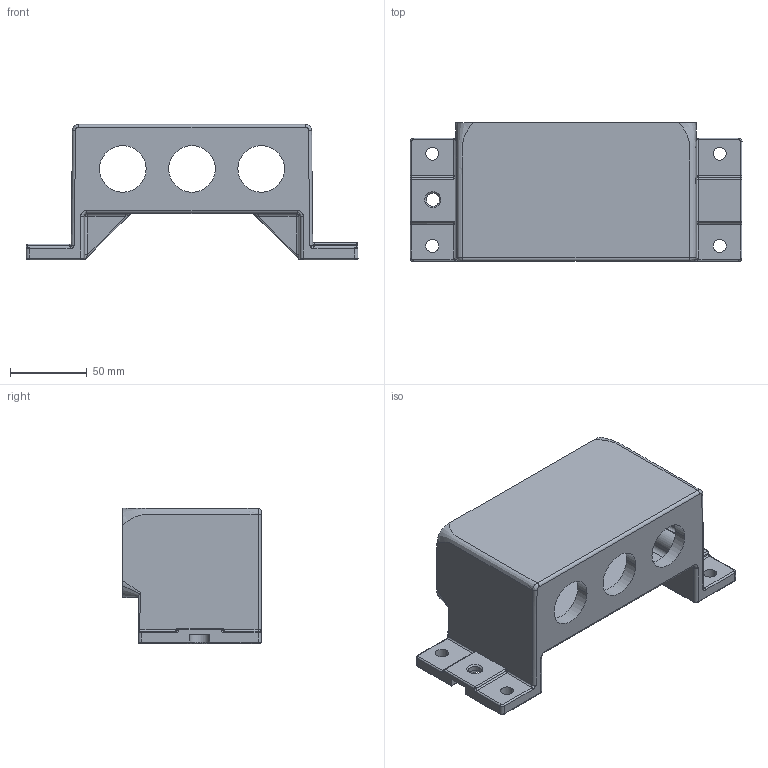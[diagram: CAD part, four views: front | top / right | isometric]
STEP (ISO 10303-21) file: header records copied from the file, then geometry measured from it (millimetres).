
FILE_DESCRIPTION((''),'2;1');
FILE_NAME('HP24BHE-BK-SE-3M32','2015-06-18T',('lishuang.ye'),(''),'PRO/ENGINEER BY PARAMETRIC TECHNOLOGY CORPORATION, 2010180','PRO/ENGINEER BY PARAMETRIC TECHNOLOGY CORPORATION, 2010180','');
FILE_SCHEMA(('AUTOMOTIVE_DESIGN_CC2 { 1 2 10303 214 -1 1 5 2 }'));
Length unit declared in the file: millimetre
Products named in the file (1): HP24BHE-BK-SE-3M32
Bounding box: 215.98 x 90 x 88 mm (x, y, z)
Volume: 422536.8 mm3; surface area: 104970.6 mm2
Topology: 1 solids, 1 shells, 295 faces, 713 edges, 403 vertices
Faces by surface type: cylinder 118, bspline 64, plane 50, cone 33, sphere 22, torus 8
Entity records: 11415 total; most frequent: CARTESIAN_POINT 4995, ORIENTED_EDGE 1382, DIRECTION 1287, EDGE_CURVE 691, AXIS2_PLACEMENT_3D 508, VERTEX_POINT 403, EDGE_LOOP 316, FACE_OUTER_BOUND 295
